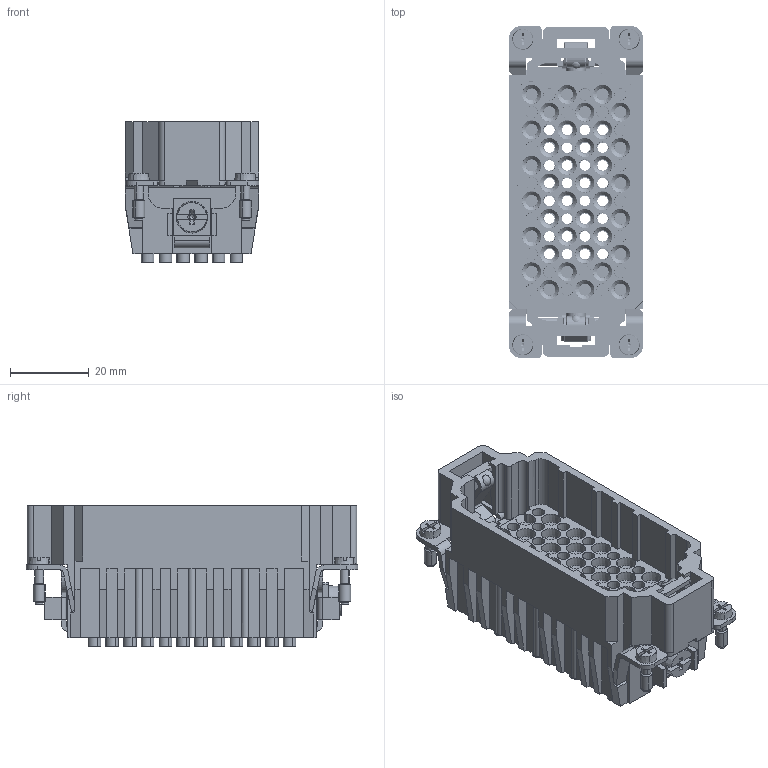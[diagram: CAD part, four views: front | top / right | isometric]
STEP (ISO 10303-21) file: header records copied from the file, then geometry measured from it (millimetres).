
FILE_DESCRIPTION(('CATIA V5 STEP Exchange','CAx-IF Rec.Pracs.--- Model Styling and Organization---1.5--- 2016-08-15','CAx-IF Rec.Pracs.---Supplemental Geometry---1.0---2011-11-01','CAx-IF Rec.Pracs.--- Composite Materials ---1.1---2010-07-15'),'2;1');
FILE_NAME ('2112029-5_0', '2025-10-06T07:48:06+00:00', ('none'), ('Weidmueller'), 'CATIA Version 5-6 Release 2024 SP4', 'CATIA V5 STEP AP214 v3', 'none');
FILE_SCHEMA(('AUTOMOTIVE_DESIGN { 1 0 10303 214 1 1 1 1 }'));
Products named in the file (1): 3116620000
Bounding box: 33.9 x 84.2 x 35.6 mm (x, y, z)
Volume: 36047.5 mm3; surface area: 41608.2 mm2
Topology: 1 solids, 1 shells, 2761 faces, 6339 edges, 3711 vertices
Faces by surface type: cone 912, cylinder 879, plane 708, torus 240, bspline 16, sphere 6
Entity records: 70764 total; most frequent: CARTESIAN_POINT 14878, ORIENTED_EDGE 12650, DIRECTION 8506, EDGE_CURVE 6325, AXIS2_PLACEMENT_3D 3878, VERTEX_POINT 3711, VECTOR 3307, LINE 3307
